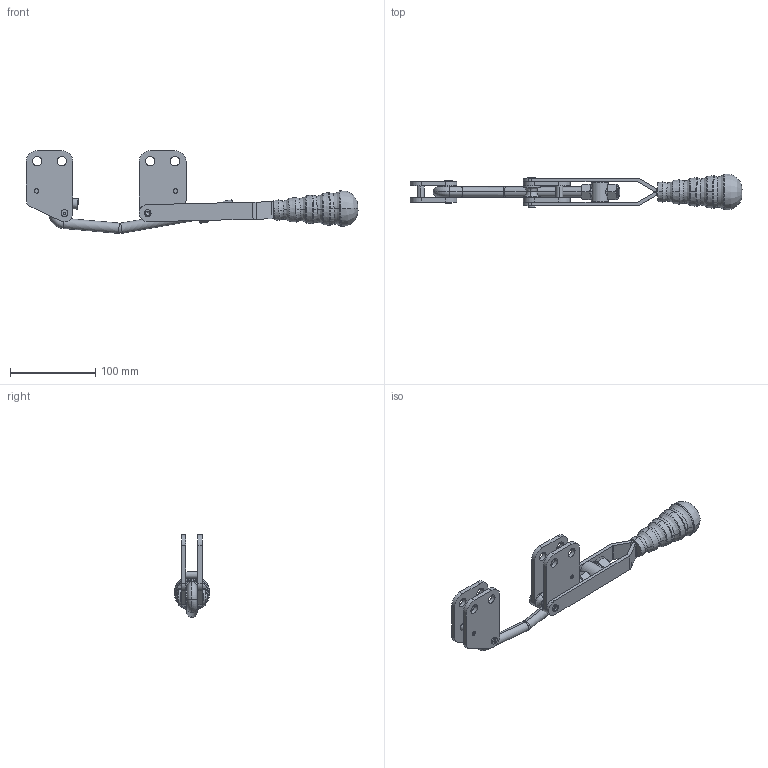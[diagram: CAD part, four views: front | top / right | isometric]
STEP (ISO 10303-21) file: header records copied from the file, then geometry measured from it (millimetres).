
FILE_DESCRIPTION((''),'2;1');
FILE_NAME('415A.1.stp','2005-09-01T11:52:49',('CAD'),(''),'Autodesk Inventor 8','Autodesk Inventor 8','');
FILE_SCHEMA(('AUTOMOTIVE_DESIGN { 1 0 10303 214 1 1 1 1 }'));
Length unit declared in the file: millimetre
Products named in the file (1): Part47
Bounding box: 388.56 x 41.84 x 96.96 mm (x, y, z)
Volume: 225019.5 mm3; surface area: 76975.4 mm2
Topology: 2 solids, 5 shells, 294 faces, 757 edges, 467 vertices
Faces by surface type: cylinder 98, plane 80, cone 58, bspline 34, torus 24
Entity records: 10112 total; most frequent: CARTESIAN_POINT 2845, DIRECTION 1631, ORIENTED_EDGE 1506, EDGE_CURVE 753, AXIS2_PLACEMENT_3D 679, VERTEX_POINT 467, CIRCLE 418, EDGE_LOOP 333
